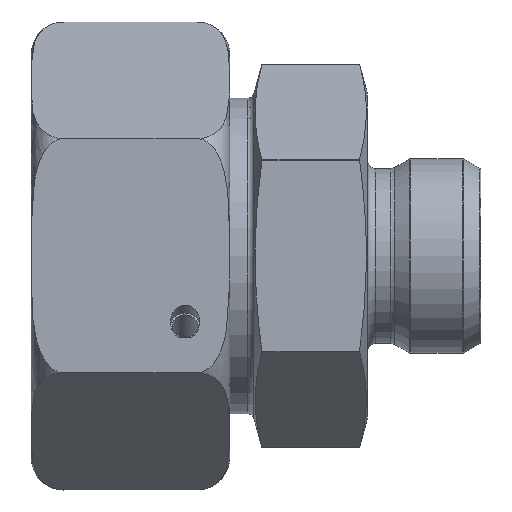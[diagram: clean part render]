
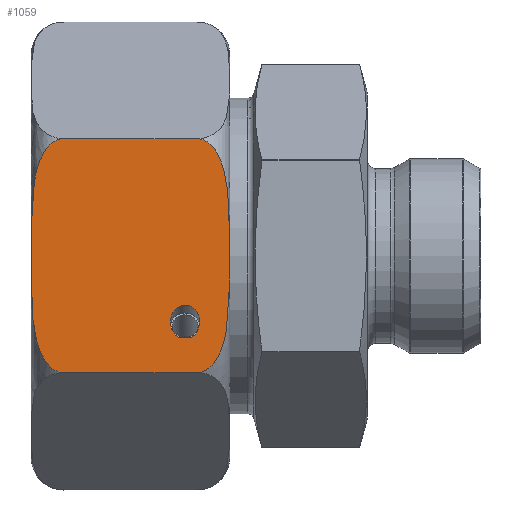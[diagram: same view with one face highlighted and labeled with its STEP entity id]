
A CAD part, top view. The second image highlights one B-rep face of the part: STEP entity #1059.
In plain terms, the highlighted face is planar.
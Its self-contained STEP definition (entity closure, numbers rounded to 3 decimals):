
#560=ELLIPSE('',#5385,2.078,1.8);
#710=FACE_BOUND('',#1649,.T.);
#711=FACE_BOUND('',#1650,.T.);
#813=PLANE('',#5386);
#1059=ADVANCED_FACE('',(#710,#711),#813,.F.);
#1649=EDGE_LOOP('',(#2698,#2699));
#1650=EDGE_LOOP('',(#2700,#2701,#2702,#2703));
#2072=B_SPLINE_CURVE_WITH_KNOTS('',3,(#7879,#7880,#7881,#7882,#7883,#7884,
#7885,#7886,#7887,#7888,#7889,#7890,#7891,#7892,#7893,#7894,#7895,#7896),
 .UNSPECIFIED.,.F.,.F.,(4,2,2,2,2,2,2,2,4),(0.,0.063,0.125,0.25,0.5,0.75,
0.875,0.938,1.),.UNSPECIFIED.);
#2082=B_SPLINE_CURVE_WITH_KNOTS('',3,(#8110,#8111,#8112,#8113,#8114,#8115,
#8116,#8117,#8118,#8119,#8120,#8121,#8122,#8123,#8124,#8125,#8126,#8127),
 .UNSPECIFIED.,.F.,.F.,(4,2,2,2,2,2,2,2,4),(0.,0.062,0.125,
0.25,0.5,0.75,0.875,0.938,1.),.UNSPECIFIED.);
#2698=ORIENTED_EDGE('',*,*,#4438,.T.);
#2699=ORIENTED_EDGE('',*,*,#4439,.T.);
#2700=ORIENTED_EDGE('',*,*,#4415,.T.);
#2701=ORIENTED_EDGE('',*,*,#4389,.T.);
#2702=ORIENTED_EDGE('',*,*,#4404,.T.);
#2703=ORIENTED_EDGE('',*,*,#4422,.T.);
#3907=VERTEX_POINT('',#7878);
#3908=VERTEX_POINT('',#7897);
#3920=VERTEX_POINT('',#7993);
#3928=VERTEX_POINT('',#8017);
#3944=VERTEX_POINT('',#8229);
#3945=VERTEX_POINT('',#8230);
#4389=EDGE_CURVE('',#3908,#3907,#2072,.T.);
#4404=EDGE_CURVE('',#3907,#3920,#4837,.T.);
#4415=EDGE_CURVE('',#3928,#3908,#4845,.T.);
#4422=EDGE_CURVE('',#3920,#3928,#2082,.T.);
#4438=EDGE_CURVE('',#3944,#3945,#560,.T.);
#4439=EDGE_CURVE('',#3945,#3944,#4846,.T.);
#4837=LINE('',#7994,#5042);
#4845=LINE('',#8016,#5050);
#4846=LINE('',#8231,#5051);
#5042=VECTOR('',#5797,1.);
#5050=VECTOR('',#5819,1.);
#5051=VECTOR('',#5862,1.);
#5385=AXIS2_PLACEMENT_3D('',#8228,#5860,#5861);
#5386=AXIS2_PLACEMENT_3D('',#8232,#5863,#5864);
#5797=DIRECTION('',(1.,0.,0.));
#5819=DIRECTION('',(-1.,0.,0.));
#5860=DIRECTION('',(0.,0.5,-0.866));
#5861=DIRECTION('',(0.,0.866,0.5));
#5862=DIRECTION('',(-1.,0.,0.));
#5863=DIRECTION('',(0.,0.5,-0.866));
#5864=DIRECTION('',(0.,0.866,0.5));
#7878=CARTESIAN_POINT('',(4.,-25.,14.434));
#7879=CARTESIAN_POINT('',(4.,0.,28.867));
#7880=CARTESIAN_POINT('',(3.316,0.,28.867));
#7881=CARTESIAN_POINT('',(2.685,-0.321,28.682));
#7882=CARTESIAN_POINT('',(1.754,-1.161,28.197));
#7883=CARTESIAN_POINT('',(1.416,-1.678,27.898));
#7884=CARTESIAN_POINT('',(0.63,-3.284,26.971));
#7885=CARTESIAN_POINT('',(0.393,-4.436,26.306));
#7886=CARTESIAN_POINT('',(-0.05,-7.87,24.324));
#7887=CARTESIAN_POINT('',(0.002,-10.198,22.98));
#7888=CARTESIAN_POINT('',(0.002,-14.826,20.308));
#7889=CARTESIAN_POINT('',(-0.052,-17.148,18.967));
#7890=CARTESIAN_POINT('',(0.399,-20.597,16.976));
#7891=CARTESIAN_POINT('',(0.636,-21.738,16.317));
#7892=CARTESIAN_POINT('',(1.428,-23.342,15.391));
#7893=CARTESIAN_POINT('',(1.768,-23.855,15.095));
#7894=CARTESIAN_POINT('',(2.696,-24.685,14.616));
#7895=CARTESIAN_POINT('',(3.321,-25.,14.434));
#7896=CARTESIAN_POINT('',(4.,-25.,14.434));
#7897=CARTESIAN_POINT('',(4.,0.,28.867));
#7993=CARTESIAN_POINT('',(20.5,-25.,14.434));
#7994=CARTESIAN_POINT('',(0.,-25.,14.434));
#8016=CARTESIAN_POINT('',(0.,0.,28.867));
#8017=CARTESIAN_POINT('',(20.5,0.,28.867));
#8110=CARTESIAN_POINT('',(20.5,-25.,14.434));
#8111=CARTESIAN_POINT('',(21.184,-25.,14.434));
#8112=CARTESIAN_POINT('',(21.815,-24.679,14.619));
#8113=CARTESIAN_POINT('',(22.746,-23.839,15.104));
#8114=CARTESIAN_POINT('',(23.084,-23.322,15.403));
#8115=CARTESIAN_POINT('',(23.87,-21.716,16.33));
#8116=CARTESIAN_POINT('',(24.107,-20.564,16.995));
#8117=CARTESIAN_POINT('',(24.55,-17.13,18.977));
#8118=CARTESIAN_POINT('',(24.498,-14.802,20.322));
#8119=CARTESIAN_POINT('',(24.498,-10.174,22.994));
#8120=CARTESIAN_POINT('',(24.552,-7.852,24.334));
#8121=CARTESIAN_POINT('',(24.101,-4.403,26.325));
#8122=CARTESIAN_POINT('',(23.864,-3.262,26.984));
#8123=CARTESIAN_POINT('',(23.072,-1.658,27.911));
#8124=CARTESIAN_POINT('',(22.732,-1.145,28.207));
#8125=CARTESIAN_POINT('',(21.804,-0.315,28.686));
#8126=CARTESIAN_POINT('',(21.179,0.,28.867));
#8127=CARTESIAN_POINT('',(20.5,0.,28.867));
#8228=CARTESIAN_POINT('',(19.,-19.578,17.564));
#8229=CARTESIAN_POINT('',(18.329,-21.248,16.6));
#8230=CARTESIAN_POINT('',(19.671,-21.248,16.6));
#8231=CARTESIAN_POINT('',(25.,-21.248,16.6));
#8232=CARTESIAN_POINT('',(25.,0.,28.868));
